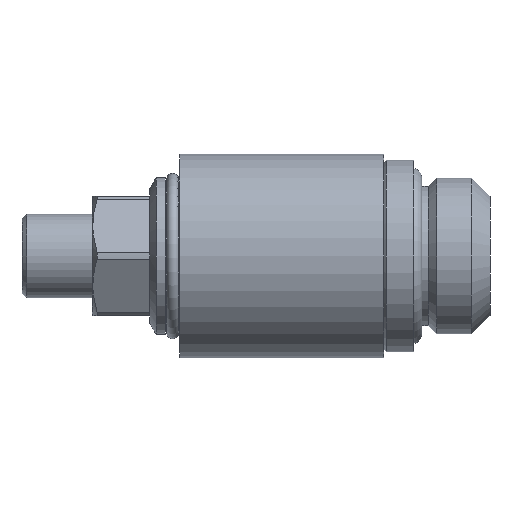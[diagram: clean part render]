
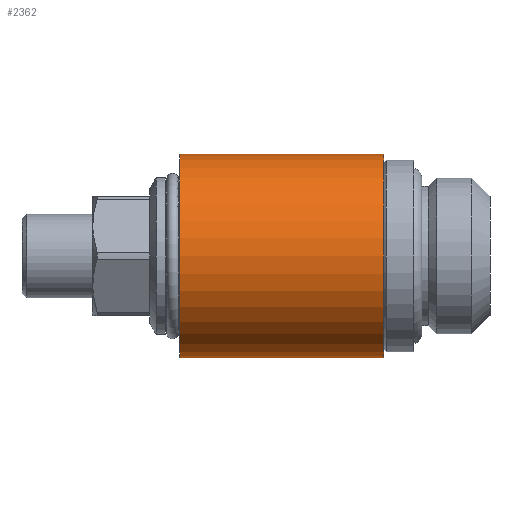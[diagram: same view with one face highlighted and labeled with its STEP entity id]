
A CAD part, left-side view. The second image highlights one B-rep face of the part: STEP entity #2362.
In plain terms, the highlighted cylindrical face has radius 8.5 mm (diameter 17 mm), a partial arc.
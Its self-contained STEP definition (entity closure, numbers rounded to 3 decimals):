
#312 = VERTEX_POINT ( 'NONE', #3667 ) ;
#325 = VERTEX_POINT ( 'NONE', #1894 ) ;
#417 = EDGE_CURVE ( 'NONE', #325, #312, #1900, .T. ) ;
#430 = EDGE_CURVE ( 'NONE', #3015, #3097, #2053, .T. ) ;
#564 = DIRECTION ( 'NONE',  ( 0., 1., 0. ) ) ;
#572 = FACE_OUTER_BOUND ( 'NONE', #2788, .T. ) ;
#573 = CARTESIAN_POINT ( 'NONE',  ( 0., 28.066, 0. ) ) ;
#574 = CYLINDRICAL_SURFACE ( 'NONE', #2550, 8.5 ) ;
#575 = DIRECTION ( 'NONE',  ( 0., 0., 1. ) ) ;
#915 = CARTESIAN_POINT ( 'NONE',  ( 0., 9.2, 8.5 ) ) ;
#980 = CARTESIAN_POINT ( 'NONE',  ( 0., 26.2, 8.5 ) ) ;
#1045 = EDGE_CURVE ( 'NONE', #3097, #312, #1807, .T. ) ;
#1111 = ORIENTED_EDGE ( 'NONE', *, *, #430, .T. ) ;
#1807 = CIRCLE ( 'NONE', #1810, 8.5 ) ;
#1810 = AXIS2_PLACEMENT_3D ( 'NONE', #3408, #3409, #3410 ) ;
#1850 = VECTOR ( 'NONE', #2061, 1000. ) ;
#1882 = VECTOR ( 'NONE', #1902, 1000. ) ;
#1894 = CARTESIAN_POINT ( 'NONE',  ( 0., 9.2, -8.5 ) ) ;
#1900 = LINE ( 'NONE', #1901, #1882 ) ;
#1901 = CARTESIAN_POINT ( 'NONE',  ( 0., 28.066, -8.5 ) ) ;
#1902 = DIRECTION ( 'NONE',  ( 0., 1., 0. ) ) ;
#2041 = CARTESIAN_POINT ( 'NONE',  ( 0., 28.066, 8.5 ) ) ;
#2053 = LINE ( 'NONE', #2041, #1850 ) ;
#2061 = DIRECTION ( 'NONE',  ( 0., 1., 0. ) ) ;
#2249 = ORIENTED_EDGE ( 'NONE', *, *, #1045, .T. ) ;
#2274 = ORIENTED_EDGE ( 'NONE', *, *, #2329, .T. ) ;
#2304 = ORIENTED_EDGE ( 'NONE', *, *, #417, .F. ) ;
#2329 = EDGE_CURVE ( 'NONE', #325, #3015, #2544, .T. ) ;
#2362 = ADVANCED_FACE ( 'NONE', ( #572 ), #574, .T. ) ;
#2514 = AXIS2_PLACEMENT_3D ( 'NONE', #2906, #2907, #2908 ) ;
#2544 = CIRCLE ( 'NONE', #2514, 8.5 ) ;
#2550 = AXIS2_PLACEMENT_3D ( 'NONE', #573, #564, #575 ) ;
#2788 = EDGE_LOOP ( 'NONE', ( #2304, #2274, #1111, #2249 ) ) ;
#2906 = CARTESIAN_POINT ( 'NONE',  ( 0., 9.2, 0. ) ) ;
#2907 = DIRECTION ( 'NONE',  ( 0., 1., 0. ) ) ;
#2908 = DIRECTION ( 'NONE',  ( 0., 0., -1. ) ) ;
#3015 = VERTEX_POINT ( 'NONE', #915 ) ;
#3097 = VERTEX_POINT ( 'NONE', #980 ) ;
#3408 = CARTESIAN_POINT ( 'NONE',  ( 0., 26.2, 0. ) ) ;
#3409 = DIRECTION ( 'NONE',  ( 0., -1., 0. ) ) ;
#3410 = DIRECTION ( 'NONE',  ( 0., 0., 1. ) ) ;
#3667 = CARTESIAN_POINT ( 'NONE',  ( 0., 26.2, -8.5 ) ) ;
